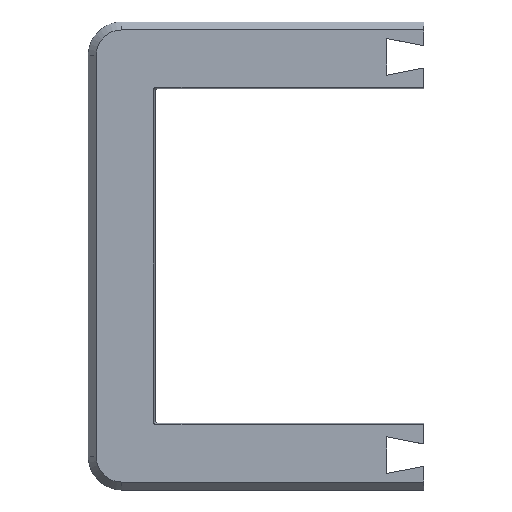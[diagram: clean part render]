
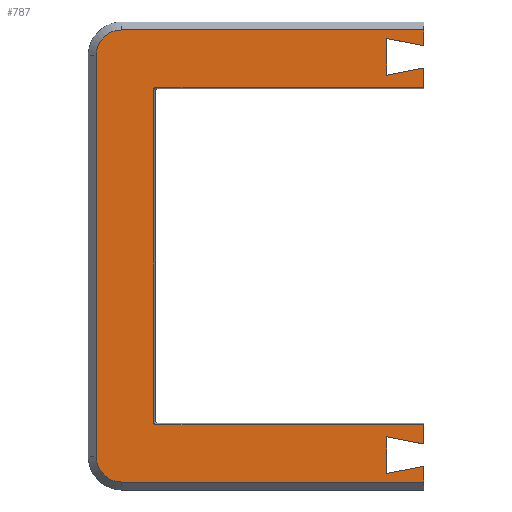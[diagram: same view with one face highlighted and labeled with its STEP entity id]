
A CAD part, top view. The second image highlights one B-rep face of the part: STEP entity #787.
In plain terms, the highlighted planar face has unit normal (0, 0, 1).
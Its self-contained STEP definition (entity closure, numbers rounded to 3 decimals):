
#231 = VERTEX_POINT('',#232);
#232 = CARTESIAN_POINT('',(-108.168,-68.152,3.7));
#240 = EDGE_CURVE('',#241,#231,#243,.T.);
#241 = VERTEX_POINT('',#242);
#242 = CARTESIAN_POINT('',(-109.152,-67.168,3.7));
#243 = B_SPLINE_CURVE_WITH_KNOTS('',6,(#244,#245,#246,#247,#248,#249,
    #250,#251,#252,#253,#254,#255,#256,#257,#258,#259,#260,#261,#262,
    #263,#264,#265),.UNSPECIFIED.,.F.,.F.,(7,5,5,5,7),(0.,0.249
    ,0.5,0.751,1.),.UNSPECIFIED.);
#244 = CARTESIAN_POINT('',(-109.152,-67.168,3.7));
#245 = CARTESIAN_POINT('',(-109.152,-67.227,3.7));
#246 = CARTESIAN_POINT('',(-109.148,-67.288,3.7));
#247 = CARTESIAN_POINT('',(-109.139,-67.349,3.7));
#248 = CARTESIAN_POINT('',(-109.126,-67.411,3.7));
#249 = CARTESIAN_POINT('',(-109.107,-67.473,3.7));
#250 = CARTESIAN_POINT('',(-109.059,-67.594,3.7));
#251 = CARTESIAN_POINT('',(-109.03,-67.654,3.7));
#252 = CARTESIAN_POINT('',(-108.996,-67.711,3.7));
#253 = CARTESIAN_POINT('',(-108.957,-67.767,3.7));
#254 = CARTESIAN_POINT('',(-108.913,-67.818,3.7));
#255 = CARTESIAN_POINT('',(-108.818,-67.913,3.7));
#256 = CARTESIAN_POINT('',(-108.766,-67.957,3.7));
#257 = CARTESIAN_POINT('',(-108.711,-67.996,3.7));
#258 = CARTESIAN_POINT('',(-108.653,-68.031,3.7));
#259 = CARTESIAN_POINT('',(-108.594,-68.06,3.7));
#260 = CARTESIAN_POINT('',(-108.473,-68.107,3.7));
#261 = CARTESIAN_POINT('',(-108.411,-68.126,3.7));
#262 = CARTESIAN_POINT('',(-108.349,-68.14,3.7));
#263 = CARTESIAN_POINT('',(-108.288,-68.148,3.7));
#264 = CARTESIAN_POINT('',(-108.227,-68.152,3.7));
#265 = CARTESIAN_POINT('',(-108.168,-68.152,3.7));
#295 = VERTEX_POINT('',#296);
#296 = CARTESIAN_POINT('',(0.,-68.152,3.7));
#304 = EDGE_CURVE('',#295,#231,#305,.T.);
#305 = LINE('',#306,#307);
#306 = CARTESIAN_POINT('',(108.5,-68.152,3.7));
#307 = VECTOR('',#308,1.);
#308 = DIRECTION('',(-1.,0.,0.));
#318 = EDGE_CURVE('',#319,#295,#321,.T.);
#319 = VERTEX_POINT('',#320);
#320 = CARTESIAN_POINT('',(0.,-75.916,3.7));
#321 = LINE('',#322,#323);
#322 = CARTESIAN_POINT('',(0.,2.542,3.7));
#323 = VECTOR('',#324,1.);
#324 = DIRECTION('',(0.,1.,0.));
#342 = EDGE_CURVE('',#343,#319,#345,.T.);
#343 = VERTEX_POINT('',#344);
#344 = CARTESIAN_POINT('',(-15.,-73.,3.7));
#345 = LINE('',#346,#347);
#346 = CARTESIAN_POINT('',(36.584,-83.027,3.7));
#347 = VECTOR('',#348,1.);
#348 = DIRECTION('',(0.982,-0.191,0.));
#366 = EDGE_CURVE('',#367,#343,#369,.T.);
#367 = VERTEX_POINT('',#368);
#368 = CARTESIAN_POINT('',(-15.,-87.85,3.7));
#369 = LINE('',#370,#371);
#370 = CARTESIAN_POINT('',(-15.,-3.425,3.7));
#371 = VECTOR('',#372,1.);
#372 = DIRECTION('',(0.,1.,0.));
#390 = EDGE_CURVE('',#391,#367,#393,.T.);
#391 = VERTEX_POINT('',#392);
#392 = CARTESIAN_POINT('',(0.,-84.934,3.7));
#393 = LINE('',#394,#395);
#394 = CARTESIAN_POINT('',(74.319,-70.488,3.7));
#395 = VECTOR('',#396,1.);
#396 = DIRECTION('',(-0.982,-0.191,0.));
#415 = EDGE_CURVE('',#416,#391,#418,.T.);
#416 = VERTEX_POINT('',#417);
#417 = CARTESIAN_POINT('',(0.,-91.3,3.7));
#418 = LINE('',#419,#420);
#419 = CARTESIAN_POINT('',(0.,-40.875,3.7));
#420 = VECTOR('',#421,1.);
#421 = DIRECTION('',(0.,1.,0.));
#564 = EDGE_CURVE('',#565,#567,#569,.T.);
#565 = VERTEX_POINT('',#566);
#566 = CARTESIAN_POINT('',(0.,84.934,3.7));
#567 = VERTEX_POINT('',#568);
#568 = CARTESIAN_POINT('',(0.,91.3,3.7));
#569 = LINE('',#570,#571);
#570 = CARTESIAN_POINT('',(0.,82.967,3.7));
#571 = VECTOR('',#572,1.);
#572 = DIRECTION('',(0.,1.,0.));
#596 = EDGE_CURVE('',#597,#565,#599,.T.);
#597 = VERTEX_POINT('',#598);
#598 = CARTESIAN_POINT('',(-15.,87.85,3.7));
#599 = LINE('',#600,#601);
#600 = CARTESIAN_POINT('',(51.648,74.895,3.7));
#601 = VECTOR('',#602,1.);
#602 = DIRECTION('',(0.982,-0.191,0.));
#620 = EDGE_CURVE('',#621,#597,#623,.T.);
#621 = VERTEX_POINT('',#622);
#622 = CARTESIAN_POINT('',(-15.,73.,3.7));
#623 = LINE('',#624,#625);
#624 = CARTESIAN_POINT('',(-15.,77.,3.7));
#625 = VECTOR('',#626,1.);
#626 = DIRECTION('',(0.,1.,0.));
#644 = EDGE_CURVE('',#645,#621,#647,.T.);
#645 = VERTEX_POINT('',#646);
#646 = CARTESIAN_POINT('',(0.,75.916,3.7));
#647 = LINE('',#648,#649);
#648 = CARTESIAN_POINT('',(59.255,87.434,3.7));
#649 = VECTOR('',#650,1.);
#650 = DIRECTION('',(-0.982,-0.191,0.));
#669 = EDGE_CURVE('',#670,#645,#672,.T.);
#670 = VERTEX_POINT('',#671);
#671 = CARTESIAN_POINT('',(0.,68.152,3.7));
#672 = LINE('',#673,#674);
#673 = CARTESIAN_POINT('',(0.,2.542,3.7));
#674 = VECTOR('',#675,1.);
#675 = DIRECTION('',(0.,1.,0.));
#693 = VERTEX_POINT('',#694);
#694 = CARTESIAN_POINT('',(-108.168,68.152,3.7));
#704 = EDGE_CURVE('',#693,#670,#705,.T.);
#705 = LINE('',#706,#707);
#706 = CARTESIAN_POINT('',(-108.5,68.152,3.7));
#707 = VECTOR('',#708,1.);
#708 = DIRECTION('',(1.,0.,0.));
#720 = EDGE_CURVE('',#721,#693,#723,.T.);
#721 = VERTEX_POINT('',#722);
#722 = CARTESIAN_POINT('',(-109.152,67.168,3.7));
#723 = B_SPLINE_CURVE_WITH_KNOTS('',6,(#724,#725,#726,#727,#728,#729,
    #730,#731,#732,#733,#734,#735,#736,#737,#738,#739,#740,#741,#742,
    #743,#744,#745),.UNSPECIFIED.,.F.,.F.,(7,5,5,5,7),(0.,0.249
    ,0.5,0.751,1.),.UNSPECIFIED.);
#724 = CARTESIAN_POINT('',(-109.152,67.168,3.7));
#725 = CARTESIAN_POINT('',(-109.152,67.227,3.7));
#726 = CARTESIAN_POINT('',(-109.148,67.288,3.7));
#727 = CARTESIAN_POINT('',(-109.139,67.349,3.7));
#728 = CARTESIAN_POINT('',(-109.126,67.411,3.7));
#729 = CARTESIAN_POINT('',(-109.107,67.473,3.7));
#730 = CARTESIAN_POINT('',(-109.059,67.594,3.7));
#731 = CARTESIAN_POINT('',(-109.03,67.654,3.7));
#732 = CARTESIAN_POINT('',(-108.996,67.711,3.7));
#733 = CARTESIAN_POINT('',(-108.957,67.767,3.7));
#734 = CARTESIAN_POINT('',(-108.913,67.818,3.7));
#735 = CARTESIAN_POINT('',(-108.818,67.913,3.7));
#736 = CARTESIAN_POINT('',(-108.766,67.957,3.7));
#737 = CARTESIAN_POINT('',(-108.711,67.996,3.7));
#738 = CARTESIAN_POINT('',(-108.653,68.031,3.7));
#739 = CARTESIAN_POINT('',(-108.594,68.06,3.7));
#740 = CARTESIAN_POINT('',(-108.473,68.107,3.7));
#741 = CARTESIAN_POINT('',(-108.411,68.126,3.7));
#742 = CARTESIAN_POINT('',(-108.349,68.14,3.7));
#743 = CARTESIAN_POINT('',(-108.288,68.148,3.7));
#744 = CARTESIAN_POINT('',(-108.227,68.152,3.7));
#745 = CARTESIAN_POINT('',(-108.168,68.152,3.7));
#776 = EDGE_CURVE('',#241,#721,#777,.T.);
#777 = LINE('',#778,#779);
#778 = CARTESIAN_POINT('',(-109.152,-67.5,3.7));
#779 = VECTOR('',#780,1.);
#780 = DIRECTION('',(0.,1.,0.));
#787 = ADVANCED_FACE('',(#788),#845,.T.);
#788 = FACE_BOUND('',#789,.T.);
#789 = EDGE_LOOP('',(#790,#791,#792,#793,#794,#795,#796,#797,#798,#799,
    #807,#816,#824,#833,#839,#840,#841,#842,#843,#844));
#790 = ORIENTED_EDGE('',*,*,#240,.F.);
#791 = ORIENTED_EDGE('',*,*,#776,.T.);
#792 = ORIENTED_EDGE('',*,*,#720,.T.);
#793 = ORIENTED_EDGE('',*,*,#704,.T.);
#794 = ORIENTED_EDGE('',*,*,#669,.T.);
#795 = ORIENTED_EDGE('',*,*,#644,.T.);
#796 = ORIENTED_EDGE('',*,*,#620,.T.);
#797 = ORIENTED_EDGE('',*,*,#596,.T.);
#798 = ORIENTED_EDGE('',*,*,#564,.T.);
#799 = ORIENTED_EDGE('',*,*,#800,.F.);
#800 = EDGE_CURVE('',#801,#567,#803,.T.);
#801 = VERTEX_POINT('',#802);
#802 = CARTESIAN_POINT('',(-122.,91.3,3.7));
#803 = LINE('',#804,#805);
#804 = CARTESIAN_POINT('',(-122.,91.3,3.7));
#805 = VECTOR('',#806,1.);
#806 = DIRECTION('',(1.,0.,0.));
#807 = ORIENTED_EDGE('',*,*,#808,.F.);
#808 = EDGE_CURVE('',#809,#801,#811,.T.);
#809 = VERTEX_POINT('',#810);
#810 = CARTESIAN_POINT('',(-132.3,81.,3.7));
#811 = CIRCLE('',#812,10.3);
#812 = AXIS2_PLACEMENT_3D('',#813,#814,#815);
#813 = CARTESIAN_POINT('',(-122.,81.,3.7));
#814 = DIRECTION('',(0.,0.,-1.));
#815 = DIRECTION('',(-1.,0.,0.));
#816 = ORIENTED_EDGE('',*,*,#817,.F.);
#817 = EDGE_CURVE('',#818,#809,#820,.T.);
#818 = VERTEX_POINT('',#819);
#819 = CARTESIAN_POINT('',(-132.3,-81.,3.7));
#820 = LINE('',#821,#822);
#821 = CARTESIAN_POINT('',(-132.3,-81.,3.7));
#822 = VECTOR('',#823,1.);
#823 = DIRECTION('',(0.,1.,0.));
#824 = ORIENTED_EDGE('',*,*,#825,.F.);
#825 = EDGE_CURVE('',#826,#818,#828,.T.);
#826 = VERTEX_POINT('',#827);
#827 = CARTESIAN_POINT('',(-122.,-91.3,3.7));
#828 = CIRCLE('',#829,10.3);
#829 = AXIS2_PLACEMENT_3D('',#830,#831,#832);
#830 = CARTESIAN_POINT('',(-122.,-81.,3.7));
#831 = DIRECTION('',(0.,-0.,-1.));
#832 = DIRECTION('',(0.,-1.,0.));
#833 = ORIENTED_EDGE('',*,*,#834,.F.);
#834 = EDGE_CURVE('',#416,#826,#835,.T.);
#835 = LINE('',#836,#837);
#836 = CARTESIAN_POINT('',(122.,-91.3,3.7));
#837 = VECTOR('',#838,1.);
#838 = DIRECTION('',(-1.,0.,0.));
#839 = ORIENTED_EDGE('',*,*,#415,.T.);
#840 = ORIENTED_EDGE('',*,*,#390,.T.);
#841 = ORIENTED_EDGE('',*,*,#366,.T.);
#842 = ORIENTED_EDGE('',*,*,#342,.T.);
#843 = ORIENTED_EDGE('',*,*,#318,.T.);
#844 = ORIENTED_EDGE('',*,*,#304,.T.);
#845 = PLANE('',#846);
#846 = AXIS2_PLACEMENT_3D('',#847,#848,#849);
#847 = CARTESIAN_POINT('',(122.,81.,3.7));
#848 = DIRECTION('',(0.,0.,1.));
#849 = DIRECTION('',(1.,0.,0.));
